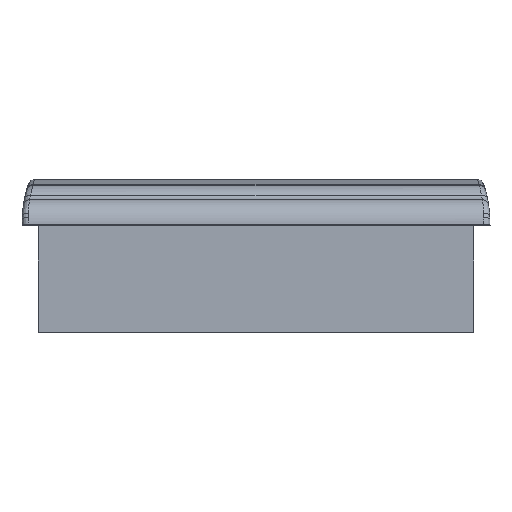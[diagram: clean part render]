
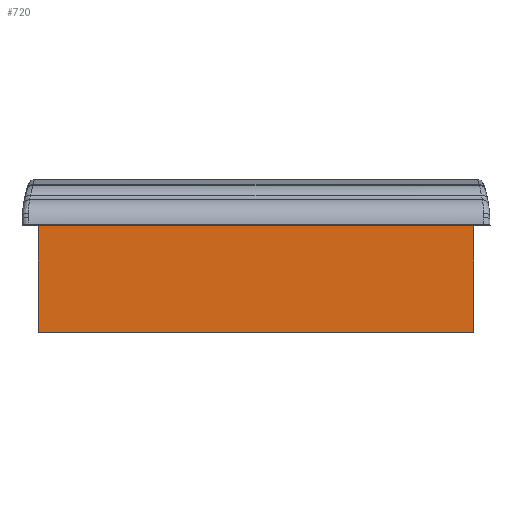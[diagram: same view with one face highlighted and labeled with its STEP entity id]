
A CAD part, front view. The second image highlights one B-rep face of the part: STEP entity #720.
In plain terms, the highlighted planar face has unit normal (0, -1, 0).
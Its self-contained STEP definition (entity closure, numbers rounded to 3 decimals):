
#720 = ADVANCED_FACE ( 'NONE', ( #132500 ), #56475, .F. ) ;
#3449 = LINE ( 'NONE', #189075, #156781 ) ;
#6521 = VERTEX_POINT ( 'NONE', #38791 ) ;
#9749 = AXIS2_PLACEMENT_3D ( 'NONE', #52270, #51803, #51661 ) ;
#19937 = EDGE_CURVE ( 'NONE', #173459, #29408, #152158, .T. ) ;
#29408 = VERTEX_POINT ( 'NONE', #39896 ) ;
#37098 = VERTEX_POINT ( 'NONE', #152721 ) ;
#38791 = CARTESIAN_POINT ( 'NONE',  ( -142.5, -170., -70. ) ) ;
#39896 = CARTESIAN_POINT ( 'NONE',  ( 142.5, -170., 7. ) ) ;
#51661 = DIRECTION ( 'NONE',  ( 0., 0., 1. ) ) ;
#51803 = DIRECTION ( 'NONE',  ( 0., 1., 0. ) ) ;
#52270 = CARTESIAN_POINT ( 'NONE',  ( 142.5, -170., -70. ) ) ;
#56475 = PLANE ( 'NONE',  #9749 ) ;
#69336 = DIRECTION ( 'NONE',  ( -1., 0., 0. ) ) ;
#69957 = CARTESIAN_POINT ( 'NONE',  ( -142.5, -170., -70. ) ) ;
#73386 = VECTOR ( 'NONE', #87082, 1000. ) ;
#77308 = LINE ( 'NONE', #166073, #156164 ) ;
#80066 = EDGE_CURVE ( 'NONE', #173459, #6521, #173462, .T. ) ;
#87082 = DIRECTION ( 'NONE',  ( 0., 0., 1. ) ) ;
#87716 = CARTESIAN_POINT ( 'NONE',  ( 142.5, -170., -70. ) ) ;
#94947 = CARTESIAN_POINT ( 'NONE',  ( 142.5, -170., -70. ) ) ;
#130305 = EDGE_CURVE ( 'NONE', #37098, #6521, #3449, .T. ) ;
#132500 = FACE_OUTER_BOUND ( 'NONE', #173059, .T. ) ;
#134059 = VECTOR ( 'NONE', #69336, 1000. ) ;
#135388 = EDGE_CURVE ( 'NONE', #37098, #29408, #77308, .T. ) ;
#135830 = ORIENTED_EDGE ( 'NONE', *, *, #19937, .T. ) ;
#136895 = ORIENTED_EDGE ( 'NONE', *, *, #80066, .F. ) ;
#143829 = ORIENTED_EDGE ( 'NONE', *, *, #135388, .F. ) ;
#152158 = LINE ( 'NONE', #87716, #73386 ) ;
#152721 = CARTESIAN_POINT ( 'NONE',  ( -142.5, -170., 7. ) ) ;
#156164 = VECTOR ( 'NONE', #180411, 1000. ) ;
#156781 = VECTOR ( 'NONE', #188800, 1000. ) ;
#166073 = CARTESIAN_POINT ( 'NONE',  ( 142.5, -170., 7. ) ) ;
#173059 = EDGE_LOOP ( 'NONE', ( #136895, #135830, #143829, #179518 ) ) ;
#173459 = VERTEX_POINT ( 'NONE', #94947 ) ;
#173462 = LINE ( 'NONE', #69957, #134059 ) ;
#179518 = ORIENTED_EDGE ( 'NONE', *, *, #130305, .T. ) ;
#180411 = DIRECTION ( 'NONE',  ( 1., 0., 0. ) ) ;
#188800 = DIRECTION ( 'NONE',  ( 0., 0., -1. ) ) ;
#189075 = CARTESIAN_POINT ( 'NONE',  ( -142.5, -170., -70. ) ) ;
